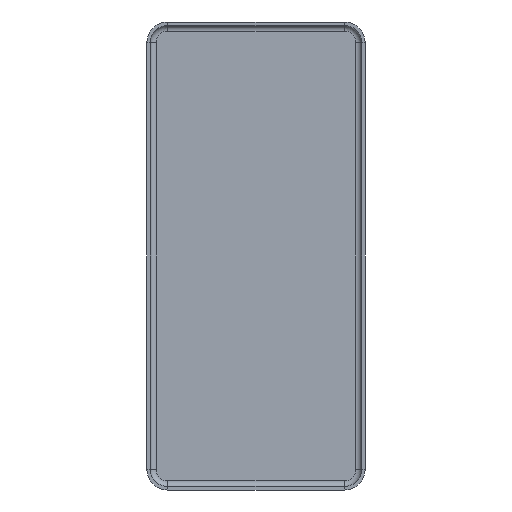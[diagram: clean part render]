
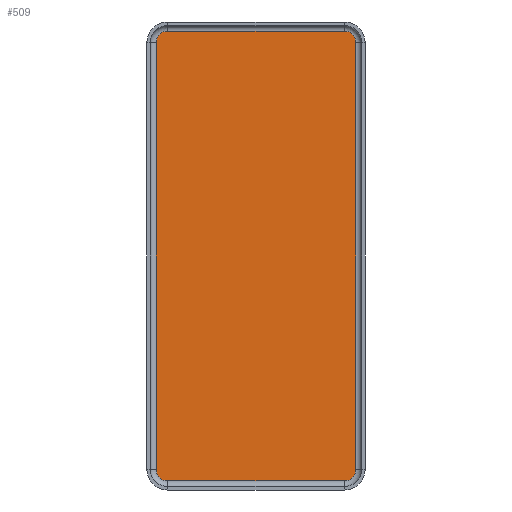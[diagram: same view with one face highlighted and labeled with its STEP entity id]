
A CAD part, front view. The second image highlights one B-rep face of the part: STEP entity #509.
In plain terms, the highlighted planar face has unit normal (0, -1, 0).
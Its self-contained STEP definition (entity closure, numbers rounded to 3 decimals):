
#31 = ORIENTED_EDGE ( 'NONE', *, *, #1091, .T. ) ;
#53 = CARTESIAN_POINT ( 'NONE',  ( -8.65, -0.3, -18.45 ) ) ;
#63 = CARTESIAN_POINT ( 'NONE',  ( 7.65, -0.3, 19.45 ) ) ;
#82 = CIRCLE ( 'NONE', #1139, 1. ) ;
#105 = EDGE_CURVE ( 'NONE', #660, #250, #980, .T. ) ;
#108 = DIRECTION ( 'NONE',  ( 0., 1., 0. ) ) ;
#133 = DIRECTION ( 'NONE',  ( 0., -1., 0. ) ) ;
#153 = VECTOR ( 'NONE', #947, 1000. ) ;
#199 = LINE ( 'NONE', #327, #153 ) ;
#203 = DIRECTION ( 'NONE',  ( 0., 0., -1. ) ) ;
#250 = VERTEX_POINT ( 'NONE', #1019 ) ;
#267 = VERTEX_POINT ( 'NONE', #1122 ) ;
#289 = CARTESIAN_POINT ( 'NONE',  ( 7.65, -0.3, -18.45 ) ) ;
#302 = AXIS2_PLACEMENT_3D ( 'NONE', #498, #133, #646 ) ;
#327 = CARTESIAN_POINT ( 'NONE',  ( 7.65, -0.3, 19.45 ) ) ;
#349 = CARTESIAN_POINT ( 'NONE',  ( 6.95, -0.3, -17.75 ) ) ;
#353 = EDGE_CURVE ( 'NONE', #955, #558, #1161, .T. ) ;
#372 = VERTEX_POINT ( 'NONE', #1140 ) ;
#394 = DIRECTION ( 'NONE',  ( 0., 0., -1. ) ) ;
#402 = DIRECTION ( 'NONE',  ( -1., 0., 0. ) ) ;
#405 = AXIS2_PLACEMENT_3D ( 'NONE', #575, #651, #203 ) ;
#456 = PLANE ( 'NONE',  #976 ) ;
#490 = LINE ( 'NONE', #580, #672 ) ;
#498 = CARTESIAN_POINT ( 'NONE',  ( -7.65, -0.3, -18.45 ) ) ;
#509 = ADVANCED_FACE ( 'NONE', ( #880 ), #456, .F. ) ;
#512 = ORIENTED_EDGE ( 'NONE', *, *, #353, .T. ) ;
#529 = DIRECTION ( 'NONE',  ( 0., 0., 1. ) ) ;
#536 = VECTOR ( 'NONE', #402, 1000. ) ;
#553 = ORIENTED_EDGE ( 'NONE', *, *, #1059, .F. ) ;
#558 = VERTEX_POINT ( 'NONE', #1075 ) ;
#575 = CARTESIAN_POINT ( 'NONE',  ( -7.65, -0.3, 18.45 ) ) ;
#580 = CARTESIAN_POINT ( 'NONE',  ( 8.65, -0.3, 0. ) ) ;
#607 = DIRECTION ( 'NONE',  ( 0., 0., -1. ) ) ;
#646 = DIRECTION ( 'NONE',  ( 0., 0., 1. ) ) ;
#651 = DIRECTION ( 'NONE',  ( 0., 1., 0. ) ) ;
#660 = VERTEX_POINT ( 'NONE', #916 ) ;
#667 = CARTESIAN_POINT ( 'NONE',  ( 7.65, -0.3, -19.45 ) ) ;
#672 = VECTOR ( 'NONE', #394, 1000. ) ;
#753 = CARTESIAN_POINT ( 'NONE',  ( -8.65, -0.3, 0. ) ) ;
#763 = EDGE_CURVE ( 'NONE', #250, #558, #1020, .T. ) ;
#765 = CARTESIAN_POINT ( 'NONE',  ( -8.65, -0.3, 18.45 ) ) ;
#781 = VERTEX_POINT ( 'NONE', #765 ) ;
#792 = CARTESIAN_POINT ( 'NONE',  ( 7.65, -0.3, 18.45 ) ) ;
#798 = LINE ( 'NONE', #753, #1003 ) ;
#800 = ORIENTED_EDGE ( 'NONE', *, *, #878, .T. ) ;
#835 = EDGE_CURVE ( 'NONE', #267, #660, #490, .T. ) ;
#838 = DIRECTION ( 'NONE',  ( 0., 0., -1. ) ) ;
#866 = CIRCLE ( 'NONE', #405, 1. ) ;
#873 = ORIENTED_EDGE ( 'NONE', *, *, #998, .T. ) ;
#876 = DIRECTION ( 'NONE',  ( 0., -1., 0. ) ) ;
#878 = EDGE_CURVE ( 'NONE', #995, #372, #199, .T. ) ;
#880 = FACE_OUTER_BOUND ( 'NONE', #915, .T. ) ;
#901 = ORIENTED_EDGE ( 'NONE', *, *, #763, .F. ) ;
#912 = ORIENTED_EDGE ( 'NONE', *, *, #105, .F. ) ;
#915 = EDGE_LOOP ( 'NONE', ( #800, #553, #31, #512, #901, #912, #996, #873 ) ) ;
#916 = CARTESIAN_POINT ( 'NONE',  ( 8.65, -0.3, -18.45 ) ) ;
#925 = DIRECTION ( 'NONE',  ( 0., 0., 1. ) ) ;
#947 = DIRECTION ( 'NONE',  ( -1., 0., 0. ) ) ;
#955 = VERTEX_POINT ( 'NONE', #53 ) ;
#958 = AXIS2_PLACEMENT_3D ( 'NONE', #289, #108, #925 ) ;
#976 = AXIS2_PLACEMENT_3D ( 'NONE', #349, #1165, #529 ) ;
#980 = CIRCLE ( 'NONE', #958, 1. ) ;
#995 = VERTEX_POINT ( 'NONE', #63 ) ;
#996 = ORIENTED_EDGE ( 'NONE', *, *, #835, .F. ) ;
#998 = EDGE_CURVE ( 'NONE', #267, #995, #82, .T. ) ;
#1003 = VECTOR ( 'NONE', #838, 1000. ) ;
#1019 = CARTESIAN_POINT ( 'NONE',  ( 7.65, -0.3, -19.45 ) ) ;
#1020 = LINE ( 'NONE', #667, #536 ) ;
#1059 = EDGE_CURVE ( 'NONE', #781, #372, #866, .T. ) ;
#1075 = CARTESIAN_POINT ( 'NONE',  ( -7.65, -0.3, -19.45 ) ) ;
#1091 = EDGE_CURVE ( 'NONE', #781, #955, #798, .T. ) ;
#1122 = CARTESIAN_POINT ( 'NONE',  ( 8.65, -0.3, 18.45 ) ) ;
#1139 = AXIS2_PLACEMENT_3D ( 'NONE', #792, #876, #607 ) ;
#1140 = CARTESIAN_POINT ( 'NONE',  ( -7.65, -0.3, 19.45 ) ) ;
#1161 = CIRCLE ( 'NONE', #302, 1. ) ;
#1165 = DIRECTION ( 'NONE',  ( 0., 1., 0. ) ) ;
